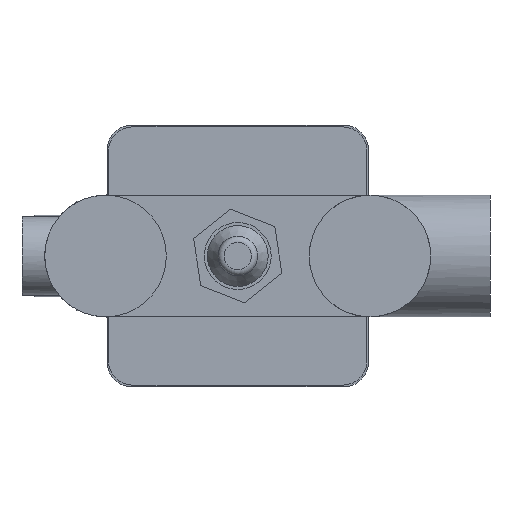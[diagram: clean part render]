
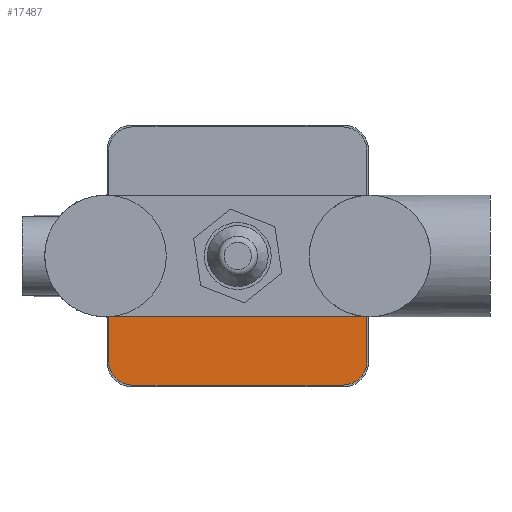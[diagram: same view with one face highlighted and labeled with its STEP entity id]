
A CAD part, front view. The second image highlights one B-rep face of the part: STEP entity #17487.
In plain terms, the highlighted planar face has unit normal (0, -1, 0).
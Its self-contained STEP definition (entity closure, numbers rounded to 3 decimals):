
#16469=CARTESIAN_POINT('',(25.,-17.,-77.5));
#16470=VERTEX_POINT('',#16469);
#16477=CARTESIAN_POINT('',(25.,-17.,-63.));
#16478=VERTEX_POINT('',#16477);
#16479=CARTESIAN_POINT('',(25.,-17.,-63.));
#16480=DIRECTION('',(-0.,-0.,-1.));
#16481=VECTOR('',#16480,14.5);
#16482=LINE('',#16479,#16481);
#16483=EDGE_CURVE('',#16478,#16470,#16482,.T.);
#17355=CARTESIAN_POINT('',(110.,-17.,-63.));
#17356=VERTEX_POINT('',#17355);
#17441=CARTESIAN_POINT('',(67.5,-17.,-43.));
#17442=DIRECTION('',(0.,-1.,0.));
#17443=DIRECTION('',(1.,0.,0.));
#17444=AXIS2_PLACEMENT_3D('',#17441,#17442,#17443);
#17445=PLANE('',#17444);
#17446=ORIENTED_EDGE('',*,*,#16483,.T.);
#17447=CARTESIAN_POINT('',(33.,-17.,-85.5));
#17448=VERTEX_POINT('',#17447);
#17449=CARTESIAN_POINT('',(33.,-17.,-77.5));
#17450=DIRECTION('',(0.,-1.,0.));
#17451=DIRECTION('',(0.,0.,-1.));
#17452=AXIS2_PLACEMENT_3D('',#17449,#17450,#17451);
#17453=CIRCLE('',#17452,8.);
#17454=EDGE_CURVE('',#16470,#17448,#17453,.T.);
#17455=ORIENTED_EDGE('',*,*,#17454,.T.);
#17456=CARTESIAN_POINT('',(102.,-17.,-85.5));
#17457=VERTEX_POINT('',#17456);
#17458=CARTESIAN_POINT('',(33.,-17.,-85.5));
#17459=DIRECTION('',(1.,0.,-0.));
#17460=VECTOR('',#17459,69.);
#17461=LINE('',#17458,#17460);
#17462=EDGE_CURVE('',#17448,#17457,#17461,.T.);
#17463=ORIENTED_EDGE('',*,*,#17462,.T.);
#17464=CARTESIAN_POINT('',(110.,-17.,-77.5));
#17465=VERTEX_POINT('',#17464);
#17466=CARTESIAN_POINT('',(102.,-17.,-77.5));
#17467=DIRECTION('',(0.,-1.,0.));
#17468=DIRECTION('',(0.,0.,-1.));
#17469=AXIS2_PLACEMENT_3D('',#17466,#17467,#17468);
#17470=CIRCLE('',#17469,8.);
#17471=EDGE_CURVE('',#17457,#17465,#17470,.T.);
#17472=ORIENTED_EDGE('',*,*,#17471,.T.);
#17473=CARTESIAN_POINT('',(110.,-17.,-77.5));
#17474=DIRECTION('',(0.,0.,1.));
#17475=VECTOR('',#17474,14.5);
#17476=LINE('',#17473,#17475);
#17477=EDGE_CURVE('',#17465,#17356,#17476,.T.);
#17478=ORIENTED_EDGE('',*,*,#17477,.T.);
#17479=CARTESIAN_POINT('',(25.,-17.,-63.));
#17480=DIRECTION('',(1.,0.,-0.));
#17481=VECTOR('',#17480,85.);
#17482=LINE('',#17479,#17481);
#17483=EDGE_CURVE('',#16478,#17356,#17482,.T.);
#17484=ORIENTED_EDGE('',*,*,#17483,.F.);
#17485=EDGE_LOOP('',(#17446,#17455,#17463,#17472,#17478,#17484));
#17486=FACE_BOUND('',#17485,.T.);
#17487=ADVANCED_FACE('',(#17486),#17445,.T.);
